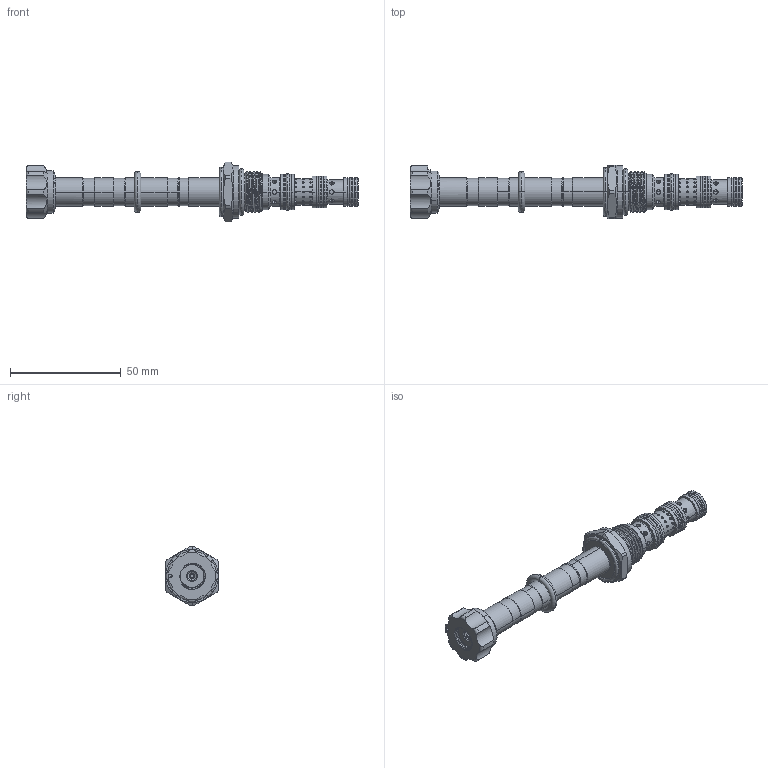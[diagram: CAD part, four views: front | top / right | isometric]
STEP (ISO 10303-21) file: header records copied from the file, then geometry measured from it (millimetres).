
FILE_DESCRIPTION (( 'STEP AP203' ), '1' );
FILE_NAME ('ES08W4A23P04.STEP', '2016-09-06T03:46:52', ( '' ), ( '' ), 'SwSTEP 2.0', 'SolidWorks 2012', '' );
FILE_SCHEMA (( 'CONFIG_CONTROL_DESIGN' ));
Length unit declared in the file: millimetre
Products named in the file (1): ES08W4A23P04
Bounding box: 149.9 x 24 x 27 mm (x, y, z)
Volume: 26209.4 mm3; surface area: 12713.5 mm2
Topology: 7 solids, 7 shells, 499 faces, 1109 edges, 698 vertices
Faces by surface type: cylinder 334, plane 61, torus 54, cone 46, bspline 4
Entity records: 19978 total; most frequent: CARTESIAN_POINT 9251, ORIENTED_EDGE 2218, DIRECTION 2125, EDGE_CURVE 1109, AXIS2_PLACEMENT_3D 883, VERTEX_POINT 698, EDGE_LOOP 587, ADVANCED_FACE 499
